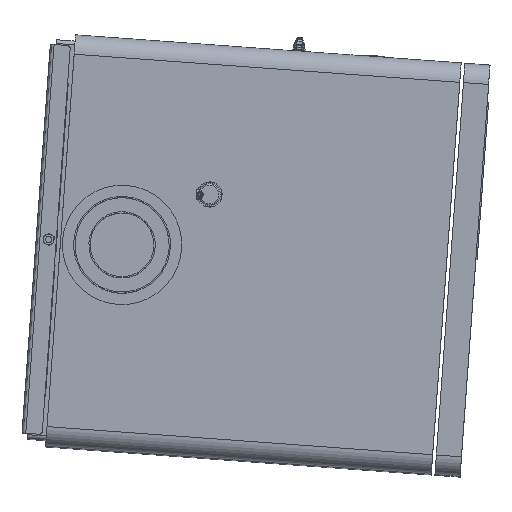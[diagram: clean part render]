
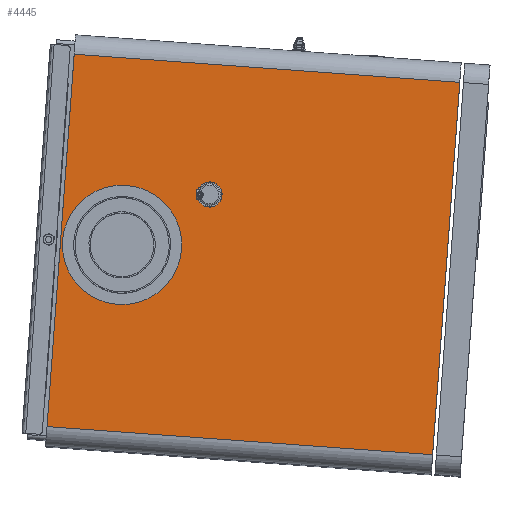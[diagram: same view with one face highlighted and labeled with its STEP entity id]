
A CAD part, top view. The second image highlights one B-rep face of the part: STEP entity #4445.
In plain terms, the highlighted planar face has unit normal (0, 0, 1).
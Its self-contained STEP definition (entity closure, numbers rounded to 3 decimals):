
#762=CARTESIAN_POINT('Vertex',(0.,297.,427.)) ;
#765=CARTESIAN_POINT('Line Origine',(330.5,297.,427.)) ;
#769=CARTESIAN_POINT('Vertex',(615.,297.,427.)) ;
#789=CARTESIAN_POINT('Line Origine',(330.5,-297.,427.)) ;
#793=CARTESIAN_POINT('Vertex',(0.,-297.,427.)) ;
#795=CARTESIAN_POINT('Vertex',(615.,-297.,427.)) ;
#1888=CARTESIAN_POINT('Line Origine',(615.,0.,427.)) ;
#2215=CARTESIAN_POINT('Line Origine',(0.,0.,427.)) ;
#4378=CARTESIAN_POINT('Vertex',(3.,0.,427.)) ;
#4381=CARTESIAN_POINT('Axis2P3D Location',(98.,0.,427.)) ;
#4385=CARTESIAN_POINT('Vertex',(193.,0.,427.)) ;
#4400=CARTESIAN_POINT('Axis2P3D Location',(98.,0.,427.)) ;
#4412=CARTESIAN_POINT('Axis2P3D Location',(0.,-328.,427.)) ;
#4423=CARTESIAN_POINT('Axis2P3D Location',(231.,90.,427.)) ;
#4427=CARTESIAN_POINT('Vertex',(216.,90.,427.)) ;
#4429=CARTESIAN_POINT('Vertex',(246.,90.,427.)) ;
#4432=CARTESIAN_POINT('Axis2P3D Location',(231.,90.,427.)) ;
#766=DIRECTION('Vector Direction',(1.,0.,0.)) ;
#790=DIRECTION('Vector Direction',(1.,0.,0.)) ;
#1889=DIRECTION('Vector Direction',(0.,1.,0.)) ;
#2216=DIRECTION('Vector Direction',(0.,1.,0.)) ;
#4382=DIRECTION('Axis2P3D Direction',(0.,0.,1.)) ;
#4401=DIRECTION('Axis2P3D Direction',(0.,0.,1.)) ;
#4413=DIRECTION('Axis2P3D Direction',(0.,0.,-1.)) ;
#4414=DIRECTION('Axis2P3D XDirection',(0.,1.,0.)) ;
#4424=DIRECTION('Axis2P3D Direction',(0.,0.,-1.)) ;
#4433=DIRECTION('Axis2P3D Direction',(0.,0.,-1.)) ;
#4383=AXIS2_PLACEMENT_3D('Circle Axis2P3D',#4381,#4382,$) ;
#4402=AXIS2_PLACEMENT_3D('Circle Axis2P3D',#4400,#4401,$) ;
#4415=AXIS2_PLACEMENT_3D('Plane Axis2P3D',#4412,#4413,#4414) ;
#4425=AXIS2_PLACEMENT_3D('Circle Axis2P3D',#4423,#4424,$) ;
#4434=AXIS2_PLACEMENT_3D('Circle Axis2P3D',#4432,#4433,$) ;
#4418=ORIENTED_EDGE('',*,*,#1892,.T.) ;
#4419=ORIENTED_EDGE('',*,*,#771,.F.) ;
#4420=ORIENTED_EDGE('',*,*,#2219,.T.) ;
#4421=ORIENTED_EDGE('',*,*,#797,.T.) ;
#4438=ORIENTED_EDGE('',*,*,#4431,.F.) ;
#4439=ORIENTED_EDGE('',*,*,#4436,.F.) ;
#4442=ORIENTED_EDGE('',*,*,#4387,.F.) ;
#4443=ORIENTED_EDGE('',*,*,#4404,.F.) ;
#4440=FACE_BOUND('',#4437,.T.) ;
#4444=FACE_BOUND('',#4441,.T.) ;
#767=VECTOR('Line Direction',#766,1.) ;
#791=VECTOR('Line Direction',#790,1.) ;
#1890=VECTOR('Line Direction',#1889,1.) ;
#2217=VECTOR('Line Direction',#2216,1.) ;
#4445=ADVANCED_FACE('Hauptk\X2\00F6\X0\rper',(#4422,#4440,#4444),#4416,.F.) ;
#4384=CIRCLE('generated circle',#4383,95.) ;
#4403=CIRCLE('generated circle',#4402,95.) ;
#4426=CIRCLE('generated circle',#4425,15.) ;
#4435=CIRCLE('generated circle',#4434,15.) ;
#771=EDGE_CURVE('',#763,#770,#768,.T.) ;
#797=EDGE_CURVE('',#794,#796,#792,.T.) ;
#1892=EDGE_CURVE('',#796,#770,#1891,.T.) ;
#2219=EDGE_CURVE('',#763,#794,#2218,.F.) ;
#4387=EDGE_CURVE('',#4379,#4386,#4384,.T.) ;
#4404=EDGE_CURVE('',#4386,#4379,#4403,.T.) ;
#4431=EDGE_CURVE('',#4428,#4430,#4426,.F.) ;
#4436=EDGE_CURVE('',#4430,#4428,#4435,.F.) ;
#4417=EDGE_LOOP('',(#4418,#4419,#4420,#4421)) ;
#4437=EDGE_LOOP('',(#4438,#4439)) ;
#4441=EDGE_LOOP('',(#4442,#4443)) ;
#4422=FACE_OUTER_BOUND('',#4417,.T.) ;
#768=LINE('Line',#765,#767) ;
#792=LINE('Line',#789,#791) ;
#1891=LINE('Line',#1888,#1890) ;
#2218=LINE('Line',#2215,#2217) ;
#4416=PLANE('',#4415) ;
#763=VERTEX_POINT('',#762) ;
#770=VERTEX_POINT('',#769) ;
#794=VERTEX_POINT('',#793) ;
#796=VERTEX_POINT('',#795) ;
#4379=VERTEX_POINT('',#4378) ;
#4386=VERTEX_POINT('',#4385) ;
#4428=VERTEX_POINT('',#4427) ;
#4430=VERTEX_POINT('',#4429) ;
